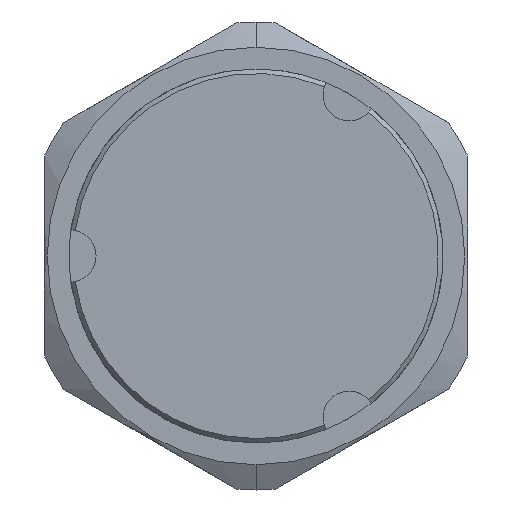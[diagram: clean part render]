
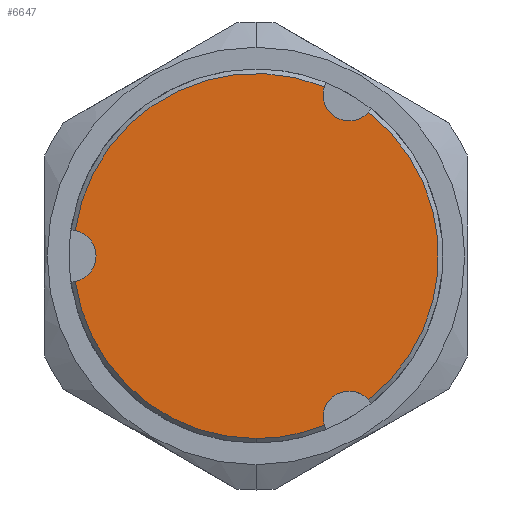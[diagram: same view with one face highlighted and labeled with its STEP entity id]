
A CAD part, left-side view. The second image highlights one B-rep face of the part: STEP entity #6647.
In plain terms, the highlighted planar face has unit normal (-1, 0, 0).
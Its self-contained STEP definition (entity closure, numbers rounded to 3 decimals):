
#33 = ORIENTED_EDGE ( 'NONE', *, *, #10049, .F. ) ;
#342 = ORIENTED_EDGE ( 'NONE', *, *, #10579, .T. ) ;
#400 = VERTEX_POINT ( 'NONE', #11002 ) ;
#896 = AXIS2_PLACEMENT_3D ( 'NONE', #2346, #10418, #4910 ) ;
#1178 = CARTESIAN_POINT ( 'NONE',  ( -7.95, -6.275, 10.869 ) ) ;
#1328 = CARTESIAN_POINT ( 'NONE',  ( -7.95, 12.205, -1.716 ) ) ;
#1867 = CARTESIAN_POINT ( 'NONE',  ( -7.95, 0., 0. ) ) ;
#2239 = AXIS2_PLACEMENT_3D ( 'NONE', #17678, #15123, #8182 ) ;
#2346 = CARTESIAN_POINT ( 'NONE',  ( -7.95, -6.275, -10.869 ) ) ;
#3126 = EDGE_CURVE ( 'NONE', #11910, #4461, #8314, .T. ) ;
#3205 = DIRECTION ( 'NONE',  ( -1., 0., 0. ) ) ;
#3437 = CARTESIAN_POINT ( 'NONE',  ( -7.95, -7.588, -9.712 ) ) ;
#3575 = VERTEX_POINT ( 'NONE', #6241 ) ;
#3690 = CARTESIAN_POINT ( 'NONE',  ( -7.95, -6.275, -9.119 ) ) ;
#3926 = DIRECTION ( 'NONE',  ( 0., -0.866, -0.5 ) ) ;
#4176 = CIRCLE ( 'NONE', #6338, 12.325 ) ;
#4186 = CIRCLE ( 'NONE', #7860, 12.325 ) ;
#4309 = CARTESIAN_POINT ( 'NONE',  ( -7.95, 0., 0. ) ) ;
#4461 = VERTEX_POINT ( 'NONE', #12733 ) ;
#4480 = DIRECTION ( 'NONE',  ( -1., 0., 0. ) ) ;
#4523 = DIRECTION ( 'NONE',  ( 1., 0., 0. ) ) ;
#4569 = CIRCLE ( 'NONE', #896, 1.75 ) ;
#4910 = DIRECTION ( 'NONE',  ( 0., 0.866, -0.5 ) ) ;
#5965 = VERTEX_POINT ( 'NONE', #3690 ) ;
#5996 = CIRCLE ( 'NONE', #2239, 12.325 ) ;
#6220 = EDGE_CURVE ( 'NONE', #3575, #400, #4186, .T. ) ;
#6241 = CARTESIAN_POINT ( 'NONE',  ( -7.95, -4.617, 11.428 ) ) ;
#6338 = AXIS2_PLACEMENT_3D ( 'NONE', #1867, #14144, #16915 ) ;
#6633 = CARTESIAN_POINT ( 'NONE',  ( -7.95, 0., 0. ) ) ;
#6647 = ADVANCED_FACE ( 'NONE', ( #9079 ), #15417, .F. ) ;
#6867 = CARTESIAN_POINT ( 'NONE',  ( -7.95, 12.55, 0. ) ) ;
#7217 = CARTESIAN_POINT ( 'NONE',  ( -7.95, -6.275, -10.869 ) ) ;
#7293 = VERTEX_POINT ( 'NONE', #3437 ) ;
#7399 = AXIS2_PLACEMENT_3D ( 'NONE', #1178, #12141, #3926 ) ;
#7740 = EDGE_CURVE ( 'NONE', #7293, #5965, #4569, .T. ) ;
#7860 = AXIS2_PLACEMENT_3D ( 'NONE', #4309, #4480, #11252 ) ;
#7955 = DIRECTION ( 'NONE',  ( 0., 0., 1. ) ) ;
#8182 = DIRECTION ( 'NONE',  ( 0., 0., 1. ) ) ;
#8314 = CIRCLE ( 'NONE', #14257, 12.325 ) ;
#9079 = FACE_OUTER_BOUND ( 'NONE', #10079, .T. ) ;
#9286 = AXIS2_PLACEMENT_3D ( 'NONE', #7217, #3205, #11302 ) ;
#9671 = ORIENTED_EDGE ( 'NONE', *, *, #17293, .T. ) ;
#10049 = EDGE_CURVE ( 'NONE', #3575, #15884, #12040, .T. ) ;
#10079 = EDGE_LOOP ( 'NONE', ( #9671, #33, #14795, #11330, #13559, #342, #12478, #13094 ) ) ;
#10308 = CARTESIAN_POINT ( 'NONE',  ( -7.95, -4.617, -11.428 ) ) ;
#10418 = DIRECTION ( 'NONE',  ( -1., 0., 0. ) ) ;
#10579 = EDGE_CURVE ( 'NONE', #4461, #11136, #5996, .T. ) ;
#11002 = CARTESIAN_POINT ( 'NONE',  ( -7.95, 12.205, 1.716 ) ) ;
#11136 = VERTEX_POINT ( 'NONE', #10308 ) ;
#11234 = CARTESIAN_POINT ( 'NONE',  ( -7.95, -7.588, 9.712 ) ) ;
#11252 = DIRECTION ( 'NONE',  ( 0., 0., 1. ) ) ;
#11302 = DIRECTION ( 'NONE',  ( 0., 0.866, -0.5 ) ) ;
#11330 = ORIENTED_EDGE ( 'NONE', *, *, #16716, .F. ) ;
#11414 = DIRECTION ( 'NONE',  ( 0., 0., -1. ) ) ;
#11910 = VERTEX_POINT ( 'NONE', #1328 ) ;
#12040 = CIRCLE ( 'NONE', #7399, 1.75 ) ;
#12141 = DIRECTION ( 'NONE',  ( -1., 0., 0. ) ) ;
#12478 = ORIENTED_EDGE ( 'NONE', *, *, #14502, .F. ) ;
#12733 = CARTESIAN_POINT ( 'NONE',  ( -7.95, 0., -12.325 ) ) ;
#12784 = CARTESIAN_POINT ( 'NONE',  ( -7.95, 0., 0. ) ) ;
#13094 = ORIENTED_EDGE ( 'NONE', *, *, #7740, .F. ) ;
#13559 = ORIENTED_EDGE ( 'NONE', *, *, #3126, .T. ) ;
#13704 = DIRECTION ( 'NONE',  ( 0., 0., 1. ) ) ;
#14144 = DIRECTION ( 'NONE',  ( -1., 0., 0. ) ) ;
#14257 = AXIS2_PLACEMENT_3D ( 'NONE', #6633, #14837, #7955 ) ;
#14502 = EDGE_CURVE ( 'NONE', #5965, #11136, #17550, .T. ) ;
#14795 = ORIENTED_EDGE ( 'NONE', *, *, #6220, .T. ) ;
#14837 = DIRECTION ( 'NONE',  ( -1., 0., 0. ) ) ;
#15123 = DIRECTION ( 'NONE',  ( -1., 0., 0. ) ) ;
#15250 = DIRECTION ( 'NONE',  ( -1., 0., 0. ) ) ;
#15417 = PLANE ( 'NONE',  #17209 ) ;
#15884 = VERTEX_POINT ( 'NONE', #11234 ) ;
#15987 = CIRCLE ( 'NONE', #17377, 1.75 ) ;
#16716 = EDGE_CURVE ( 'NONE', #11910, #400, #15987, .T. ) ;
#16915 = DIRECTION ( 'NONE',  ( 0., 0., 1. ) ) ;
#17209 = AXIS2_PLACEMENT_3D ( 'NONE', #12784, #4523, #11414 ) ;
#17293 = EDGE_CURVE ( 'NONE', #7293, #15884, #4176, .T. ) ;
#17377 = AXIS2_PLACEMENT_3D ( 'NONE', #6867, #15250, #13704 ) ;
#17550 = CIRCLE ( 'NONE', #9286, 1.75 ) ;
#17678 = CARTESIAN_POINT ( 'NONE',  ( -7.95, 0., 0. ) ) ;
